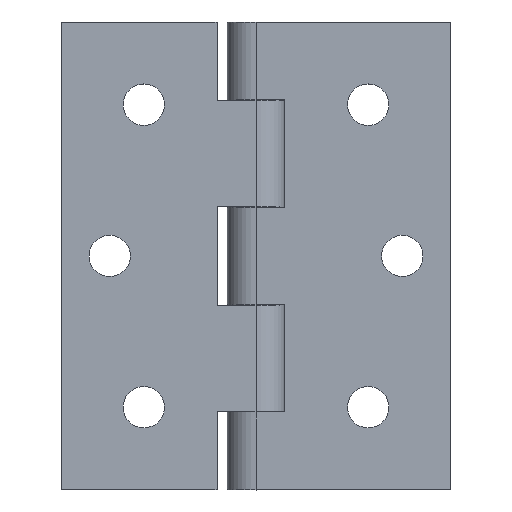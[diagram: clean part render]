
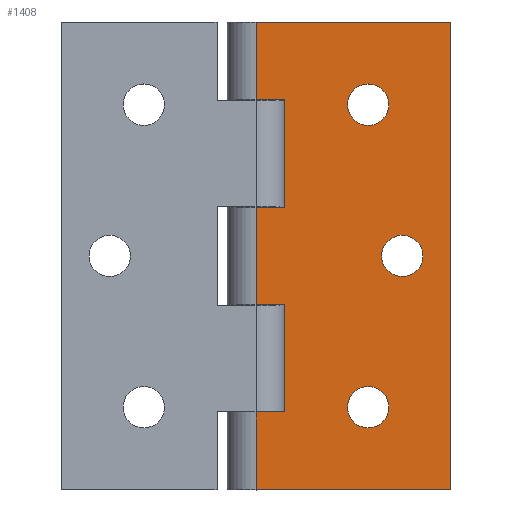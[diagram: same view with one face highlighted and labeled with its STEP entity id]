
A CAD part, top view. The second image highlights one B-rep face of the part: STEP entity #1408.
In plain terms, the highlighted planar face has unit normal (0, 0, 1).
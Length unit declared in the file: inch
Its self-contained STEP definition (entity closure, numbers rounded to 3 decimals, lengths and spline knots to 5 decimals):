
#9 = EDGE_CURVE ( 'NONE', #1302, #580, #1353, .T. ) ;
#15 = CARTESIAN_POINT ( 'NONE',  ( 0., 0.3125, 0.1835 ) ) ;
#31 = DIRECTION ( 'NONE',  ( -1., 0., 0. ) ) ;
#40 = CARTESIAN_POINT ( 'NONE',  ( 0., -0.3125, 0.1835 ) ) ;
#44 = CARTESIAN_POINT ( 'NONE',  ( 0.1835, 1.5, 0.1835 ) ) ;
#53 = VECTOR ( 'NONE', #484, 39.37008 ) ;
#54 = VERTEX_POINT ( 'NONE', #340 ) ;
#56 = ORIENTED_EDGE ( 'NONE', *, *, #1496, .F. ) ;
#70 = DIRECTION ( 'NONE',  ( -1., 0., 0. ) ) ;
#113 = VERTEX_POINT ( 'NONE', #1153 ) ;
#116 = DIRECTION ( 'NONE',  ( -1., 0., 0. ) ) ;
#117 = VERTEX_POINT ( 'NONE', #208 ) ;
#130 = CARTESIAN_POINT ( 'NONE',  ( 0.1835, 0.3125, 0.1835 ) ) ;
#133 = LINE ( 'NONE', #15, #622 ) ;
#155 = VECTOR ( 'NONE', #412, 39.37008 ) ;
#163 = AXIS2_PLACEMENT_3D ( 'NONE', #2383, #1254, #116 ) ;
#172 = CARTESIAN_POINT ( 'NONE',  ( 0.719, -0.97, 0.1835 ) ) ;
#180 = FACE_BOUND ( 'NONE', #1635, .T. ) ;
#188 = CARTESIAN_POINT ( 'NONE',  ( 0., 1.5, 0.1835 ) ) ;
#195 = CIRCLE ( 'NONE', #541, 0.1325 ) ;
#201 = ORIENTED_EDGE ( 'NONE', *, *, #1607, .T. ) ;
#208 = CARTESIAN_POINT ( 'NONE',  ( 0.5865, 0.97, 0.1835 ) ) ;
#216 = EDGE_CURVE ( 'NONE', #1792, #1624, #361, .T. ) ;
#228 = DIRECTION ( 'NONE',  ( 0., -1., 0. ) ) ;
#256 = CARTESIAN_POINT ( 'NONE',  ( 0.8055, 0., 0.1835 ) ) ;
#261 = LINE ( 'NONE', #572, #757 ) ;
#267 = VECTOR ( 'NONE', #1909, 39.37008 ) ;
#301 = EDGE_CURVE ( 'NONE', #113, #411, #261, .T. ) ;
#340 = CARTESIAN_POINT ( 'NONE',  ( 1.25, 1.5, 0.1835 ) ) ;
#361 = LINE ( 'NONE', #2334, #2324 ) ;
#362 = DIRECTION ( 'NONE',  ( -1., 0., 0. ) ) ;
#371 = EDGE_CURVE ( 'NONE', #54, #1515, #1657, .T. ) ;
#391 = LINE ( 'NONE', #44, #2352 ) ;
#392 = VERTEX_POINT ( 'NONE', #631 ) ;
#411 = VERTEX_POINT ( 'NONE', #1217 ) ;
#412 = DIRECTION ( 'NONE',  ( 0., -1., 0. ) ) ;
#416 = VECTOR ( 'NONE', #669, 39.37008 ) ;
#472 = VERTEX_POINT ( 'NONE', #256 ) ;
#484 = DIRECTION ( 'NONE',  ( 0., -1., 0. ) ) ;
#490 = CARTESIAN_POINT ( 'NONE',  ( 0., 1.5, 0.1835 ) ) ;
#505 = CARTESIAN_POINT ( 'NONE',  ( 0., -1.5, 0.1835 ) ) ;
#510 = CARTESIAN_POINT ( 'NONE',  ( 0.719, 0.97, 0.1835 ) ) ;
#541 = AXIS2_PLACEMENT_3D ( 'NONE', #510, #1842, #692 ) ;
#572 = CARTESIAN_POINT ( 'NONE',  ( 0., -1., 0.1835 ) ) ;
#580 = VERTEX_POINT ( 'NONE', #2337 ) ;
#622 = VECTOR ( 'NONE', #1144, 39.37008 ) ;
#626 = CARTESIAN_POINT ( 'NONE',  ( 1.25, -1.5, 0.1835 ) ) ;
#631 = CARTESIAN_POINT ( 'NONE',  ( 0.5865, -0.97, 0.1835 ) ) ;
#644 = VECTOR ( 'NONE', #228, 39.37008 ) ;
#648 = EDGE_CURVE ( 'NONE', #1401, #1243, #1059, .T. ) ;
#669 = DIRECTION ( 'NONE',  ( 1., 0., 0. ) ) ;
#675 = VERTEX_POINT ( 'NONE', #1445 ) ;
#692 = DIRECTION ( 'NONE',  ( -1., 0., 0. ) ) ;
#710 = LINE ( 'NONE', #1931, #155 ) ;
#711 = ORIENTED_EDGE ( 'NONE', *, *, #1248, .T. ) ;
#722 = ORIENTED_EDGE ( 'NONE', *, *, #301, .F. ) ;
#745 = PLANE ( 'NONE',  #1757 ) ;
#747 = ORIENTED_EDGE ( 'NONE', *, *, #1425, .F. ) ;
#754 = DIRECTION ( 'NONE',  ( 0., 0., -1. ) ) ;
#757 = VECTOR ( 'NONE', #1710, 39.37008 ) ;
#766 = LINE ( 'NONE', #2077, #267 ) ;
#774 = EDGE_CURVE ( 'NONE', #1046, #1624, #809, .T. ) ;
#809 = LINE ( 'NONE', #1584, #1761 ) ;
#820 = CIRCLE ( 'NONE', #163, 0.1325 ) ;
#841 = VECTOR ( 'NONE', #1454, 39.37008 ) ;
#950 = EDGE_LOOP ( 'NONE', ( #1132, #2303 ) ) ;
#966 = AXIS2_PLACEMENT_3D ( 'NONE', #2295, #1158, #31 ) ;
#974 = LINE ( 'NONE', #490, #416 ) ;
#1046 = VERTEX_POINT ( 'NONE', #1987 ) ;
#1059 = LINE ( 'NONE', #1810, #53 ) ;
#1065 = DIRECTION ( 'NONE',  ( 0., 0., -1. ) ) ;
#1082 = EDGE_CURVE ( 'NONE', #580, #1243, #2147, .T. ) ;
#1089 = CIRCLE ( 'NONE', #1241, 0.1325 ) ;
#1090 = EDGE_CURVE ( 'NONE', #392, #2158, #1089, .T. ) ;
#1099 = ORIENTED_EDGE ( 'NONE', *, *, #216, .F. ) ;
#1103 = AXIS2_PLACEMENT_3D ( 'NONE', #2250, #1121, #2444 ) ;
#1121 = DIRECTION ( 'NONE',  ( 0., 0., -1. ) ) ;
#1129 = FACE_BOUND ( 'NONE', #1879, .T. ) ;
#1132 = ORIENTED_EDGE ( 'NONE', *, *, #1090, .T. ) ;
#1139 = VECTOR ( 'NONE', #2378, 39.37008 ) ;
#1144 = DIRECTION ( 'NONE',  ( 1., 0., 0. ) ) ;
#1153 = CARTESIAN_POINT ( 'NONE',  ( 0., -1., 0.1835 ) ) ;
#1158 = DIRECTION ( 'NONE',  ( 0., 0., -1. ) ) ;
#1182 = ORIENTED_EDGE ( 'NONE', *, *, #648, .T. ) ;
#1217 = CARTESIAN_POINT ( 'NONE',  ( 0.1835, -1., 0.1835 ) ) ;
#1230 = ORIENTED_EDGE ( 'NONE', *, *, #2364, .T. ) ;
#1241 = AXIS2_PLACEMENT_3D ( 'NONE', #2191, #1065, #2390 ) ;
#1243 = VERTEX_POINT ( 'NONE', #1814 ) ;
#1248 = EDGE_CURVE ( 'NONE', #1306, #117, #820, .T. ) ;
#1252 = CARTESIAN_POINT ( 'NONE',  ( 0., 1., 0.1835 ) ) ;
#1254 = DIRECTION ( 'NONE',  ( 0., 0., -1. ) ) ;
#1273 = CARTESIAN_POINT ( 'NONE',  ( 0.8515, 0.97, 0.1835 ) ) ;
#1297 = EDGE_CURVE ( 'NONE', #117, #1306, #195, .T. ) ;
#1302 = VERTEX_POINT ( 'NONE', #130 ) ;
#1306 = VERTEX_POINT ( 'NONE', #1273 ) ;
#1352 = ORIENTED_EDGE ( 'NONE', *, *, #1779, .F. ) ;
#1353 = LINE ( 'NONE', #2387, #841 ) ;
#1379 = ORIENTED_EDGE ( 'NONE', *, *, #774, .T. ) ;
#1391 = ORIENTED_EDGE ( 'NONE', *, *, #1082, .F. ) ;
#1401 = VERTEX_POINT ( 'NONE', #2071 ) ;
#1408 = ADVANCED_FACE ( 'NONE', ( #2134, #1129, #180, #1645 ), #745, .F. ) ;
#1425 = EDGE_CURVE ( 'NONE', #1046, #1302, #133, .T. ) ;
#1445 = CARTESIAN_POINT ( 'NONE',  ( 1.0705, 0., 0.1835 ) ) ;
#1454 = DIRECTION ( 'NONE',  ( 0., 1., 0. ) ) ;
#1496 = EDGE_CURVE ( 'NONE', #411, #1792, #391, .T. ) ;
#1505 = DIRECTION ( 'NONE',  ( 0., 0., -1. ) ) ;
#1515 = VERTEX_POINT ( 'NONE', #626 ) ;
#1518 = ORIENTED_EDGE ( 'NONE', *, *, #1575, .T. ) ;
#1575 = EDGE_CURVE ( 'NONE', #1826, #1515, #766, .T. ) ;
#1584 = CARTESIAN_POINT ( 'NONE',  ( 0., 1.5, 0.1835 ) ) ;
#1590 = ORIENTED_EDGE ( 'NONE', *, *, #371, .F. ) ;
#1607 = EDGE_CURVE ( 'NONE', #113, #1826, #710, .T. ) ;
#1624 = VERTEX_POINT ( 'NONE', #40 ) ;
#1627 = ORIENTED_EDGE ( 'NONE', *, *, #9, .F. ) ;
#1635 = EDGE_LOOP ( 'NONE', ( #2309, #711 ) ) ;
#1645 = FACE_OUTER_BOUND ( 'NONE', #1920, .T. ) ;
#1657 = LINE ( 'NONE', #2109, #644 ) ;
#1689 = DIRECTION ( 'NONE',  ( 0., 1., 0. ) ) ;
#1710 = DIRECTION ( 'NONE',  ( 1., 0., 0. ) ) ;
#1757 = AXIS2_PLACEMENT_3D ( 'NONE', #188, #754, #2082 ) ;
#1761 = VECTOR ( 'NONE', #1771, 39.37008 ) ;
#1771 = DIRECTION ( 'NONE',  ( 0., -1., 0. ) ) ;
#1779 = EDGE_CURVE ( 'NONE', #1401, #54, #974, .T. ) ;
#1792 = VERTEX_POINT ( 'NONE', #2388 ) ;
#1810 = CARTESIAN_POINT ( 'NONE',  ( 0., 1.5, 0.1835 ) ) ;
#1814 = CARTESIAN_POINT ( 'NONE',  ( 0., 1., 0.1835 ) ) ;
#1826 = VERTEX_POINT ( 'NONE', #505 ) ;
#1842 = DIRECTION ( 'NONE',  ( 0., 0., -1. ) ) ;
#1876 = AXIS2_PLACEMENT_3D ( 'NONE', #172, #1505, #362 ) ;
#1879 = EDGE_LOOP ( 'NONE', ( #1230, #1930 ) ) ;
#1909 = DIRECTION ( 'NONE',  ( 1., 0., 0. ) ) ;
#1920 = EDGE_LOOP ( 'NONE', ( #1391, #1627, #747, #1379, #1099, #56, #722, #201, #1518, #1590, #1352, #1182 ) ) ;
#1930 = ORIENTED_EDGE ( 'NONE', *, *, #2027, .T. ) ;
#1931 = CARTESIAN_POINT ( 'NONE',  ( 0., 1.5, 0.1835 ) ) ;
#1987 = CARTESIAN_POINT ( 'NONE',  ( 0., 0.3125, 0.1835 ) ) ;
#2027 = EDGE_CURVE ( 'NONE', #675, #472, #2338, .T. ) ;
#2071 = CARTESIAN_POINT ( 'NONE',  ( 0., 1.5, 0.1835 ) ) ;
#2077 = CARTESIAN_POINT ( 'NONE',  ( 0., -1.5, 0.1835 ) ) ;
#2082 = DIRECTION ( 'NONE',  ( -1., 0., 0. ) ) ;
#2096 = CARTESIAN_POINT ( 'NONE',  ( 0.8515, -0.97, 0.1835 ) ) ;
#2109 = CARTESIAN_POINT ( 'NONE',  ( 1.25, 1.5, 0.1835 ) ) ;
#2134 = FACE_BOUND ( 'NONE', #950, .T. ) ;
#2140 = CIRCLE ( 'NONE', #1876, 0.1325 ) ;
#2147 = LINE ( 'NONE', #1252, #1139 ) ;
#2158 = VERTEX_POINT ( 'NONE', #2096 ) ;
#2191 = CARTESIAN_POINT ( 'NONE',  ( 0.719, -0.97, 0.1835 ) ) ;
#2212 = EDGE_CURVE ( 'NONE', #2158, #392, #2140, .T. ) ;
#2250 = CARTESIAN_POINT ( 'NONE',  ( 0.938, 0., 0.1835 ) ) ;
#2295 = CARTESIAN_POINT ( 'NONE',  ( 0.938, 0., 0.1835 ) ) ;
#2303 = ORIENTED_EDGE ( 'NONE', *, *, #2212, .T. ) ;
#2309 = ORIENTED_EDGE ( 'NONE', *, *, #1297, .T. ) ;
#2324 = VECTOR ( 'NONE', #70, 39.37008 ) ;
#2334 = CARTESIAN_POINT ( 'NONE',  ( 0., -0.3125, 0.1835 ) ) ;
#2337 = CARTESIAN_POINT ( 'NONE',  ( 0.1835, 1., 0.1835 ) ) ;
#2338 = CIRCLE ( 'NONE', #1103, 0.1325 ) ;
#2352 = VECTOR ( 'NONE', #1689, 39.37008 ) ;
#2364 = EDGE_CURVE ( 'NONE', #472, #675, #2414, .T. ) ;
#2378 = DIRECTION ( 'NONE',  ( -1., 0., 0. ) ) ;
#2383 = CARTESIAN_POINT ( 'NONE',  ( 0.719, 0.97, 0.1835 ) ) ;
#2387 = CARTESIAN_POINT ( 'NONE',  ( 0.1835, 1.5, 0.1835 ) ) ;
#2388 = CARTESIAN_POINT ( 'NONE',  ( 0.1835, -0.3125, 0.1835 ) ) ;
#2390 = DIRECTION ( 'NONE',  ( -1., 0., 0. ) ) ;
#2414 = CIRCLE ( 'NONE', #966, 0.1325 ) ;
#2444 = DIRECTION ( 'NONE',  ( -1., 0., 0. ) ) ;
